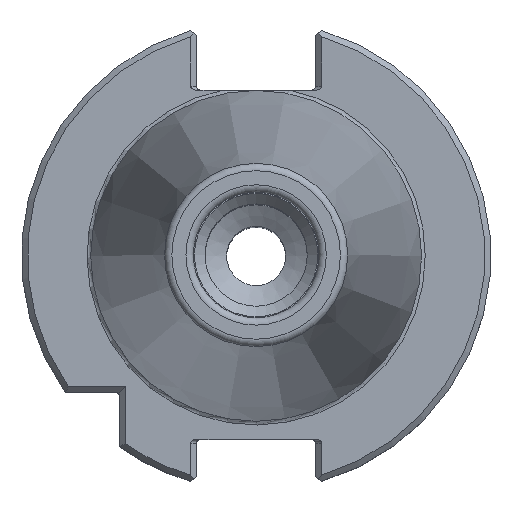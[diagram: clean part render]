
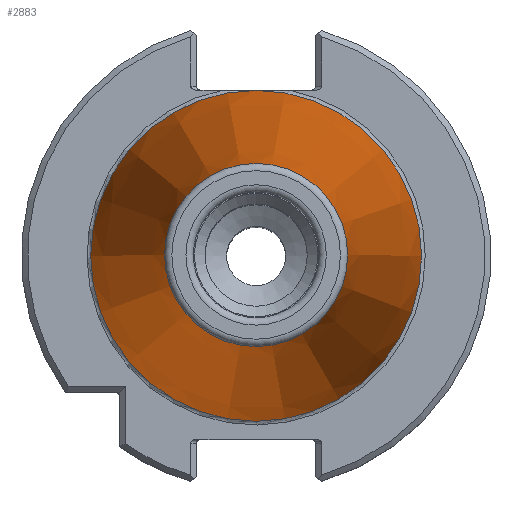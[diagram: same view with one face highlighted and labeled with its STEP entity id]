
A CAD part, top view. The second image highlights one B-rep face of the part: STEP entity #2883.
In plain terms, the highlighted conical face has half-angle 8.297 degrees and reference radius 22.395 mm.
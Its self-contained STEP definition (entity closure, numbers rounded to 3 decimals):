
#62=CONICAL_SURFACE('',#3096,22.395,0.145);
#924=ORIENTED_EDGE('',*,*,#1230,.F.);
#925=ORIENTED_EDGE('',*,*,#1151,.T.);
#1151=EDGE_CURVE('',#1397,#1397,#1491,.T.);
#1230=EDGE_CURVE('',#1432,#1432,#1517,.T.);
#1397=VERTEX_POINT('',#4262);
#1432=VERTEX_POINT('',#4493);
#1491=CIRCLE('',#3003,22.395);
#1517=CIRCLE('',#3097,12.397);
#1655=EDGE_LOOP('',(#924));
#1656=EDGE_LOOP('',(#925));
#1824=FACE_BOUND('',#1655,.T.);
#1825=FACE_BOUND('',#1656,.T.);
#2883=ADVANCED_FACE('',(#1824,#1825),#62,.T.);
#3003=AXIS2_PLACEMENT_3D('',#4261,#3404,#3405);
#3096=AXIS2_PLACEMENT_3D('',#4491,#3615,#3616);
#3097=AXIS2_PLACEMENT_3D('',#4492,#3617,#3618);
#3404=DIRECTION('',(0.,0.,1.));
#3405=DIRECTION('',(1.,0.,0.));
#3615=DIRECTION('',(0.,0.,-1.));
#3616=DIRECTION('',(-1.,0.,0.));
#3617=DIRECTION('',(0.,0.,1.));
#3618=DIRECTION('',(1.,0.,0.));
#4261=CARTESIAN_POINT('',(0.,0.,-1.163));
#4262=CARTESIAN_POINT('',(22.395,0.,-1.163));
#4491=CARTESIAN_POINT('',(0.,0.,-1.163));
#4492=CARTESIAN_POINT('',(0.,0.,67.394));
#4493=CARTESIAN_POINT('',(12.397,0.,67.394));
